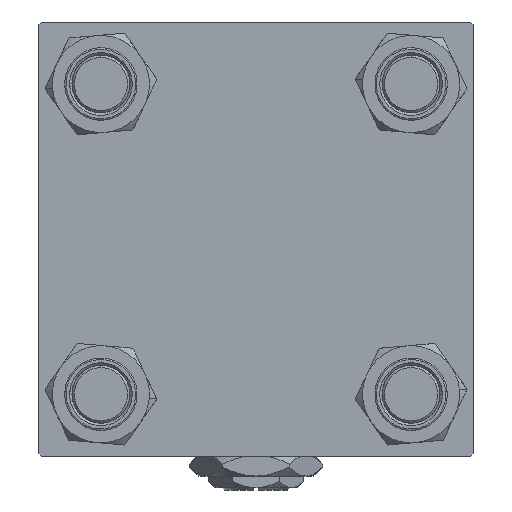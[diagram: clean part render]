
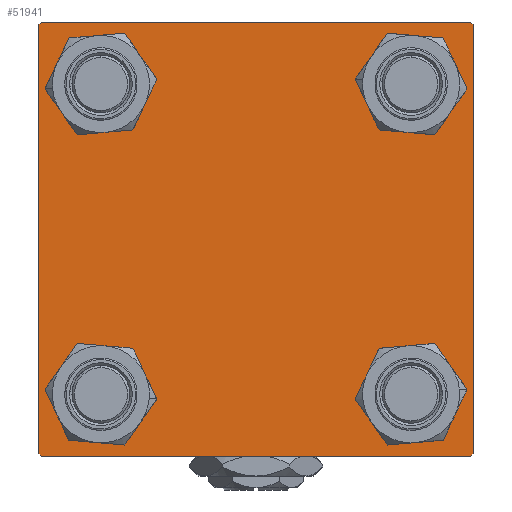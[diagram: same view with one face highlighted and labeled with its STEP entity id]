
A CAD part, left-side view. The second image highlights one B-rep face of the part: STEP entity #51941.
In plain terms, the highlighted planar face has unit normal (-1, 0, 0).
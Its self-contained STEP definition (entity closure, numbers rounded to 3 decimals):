
#218 = VERTEX_POINT ( 'NONE', #10688 ) ;
#291 = ORIENTED_EDGE ( 'NONE', *, *, #23946, .F. ) ;
#2325 = CIRCLE ( 'NONE', #11787, 6.5 ) ;
#2394 = CARTESIAN_POINT ( 'NONE',  ( 0., 44.75, -44.75 ) ) ;
#2639 = CARTESIAN_POINT ( 'NONE',  ( 0., 44.5, 45. ) ) ;
#3020 = VERTEX_POINT ( 'NONE', #57775 ) ;
#3062 = EDGE_CURVE ( 'NONE', #42978, #37821, #53344, .T. ) ;
#3126 = CARTESIAN_POINT ( 'NONE',  ( 0., 45., 45. ) ) ;
#3342 = ORIENTED_EDGE ( 'NONE', *, *, #25472, .F. ) ;
#3382 = CARTESIAN_POINT ( 'NONE',  ( 0., 32.15, -32.15 ) ) ;
#3596 = EDGE_CURVE ( 'NONE', #57050, #49136, #7654, .T. ) ;
#4581 = DIRECTION ( 'NONE',  ( 0., 0., 1. ) ) ;
#5183 = CARTESIAN_POINT ( 'NONE',  ( 0., 32.15, -25.65 ) ) ;
#5220 = VECTOR ( 'NONE', #39787, 1000. ) ;
#5495 = DIRECTION ( 'NONE',  ( 0., -1., 0. ) ) ;
#5954 = VERTEX_POINT ( 'NONE', #20630 ) ;
#6017 = EDGE_LOOP ( 'NONE', ( #45071, #37575, #27407, #20212, #3342, #29668, #291, #27870 ) ) ;
#6514 = AXIS2_PLACEMENT_3D ( 'NONE', #30451, #53176, #25417 ) ;
#6641 = CARTESIAN_POINT ( 'NONE',  ( 0., 45., 45. ) ) ;
#6696 = CARTESIAN_POINT ( 'NONE',  ( 0., 44.5, -45. ) ) ;
#6900 = CARTESIAN_POINT ( 'NONE',  ( 0., 0., 0. ) ) ;
#7333 = ORIENTED_EDGE ( 'NONE', *, *, #45748, .T. ) ;
#7654 = CIRCLE ( 'NONE', #56713, 6.5 ) ;
#7745 = VECTOR ( 'NONE', #54085, 1000. ) ;
#7809 = EDGE_CURVE ( 'NONE', #49136, #57050, #34192, .T. ) ;
#8611 = DIRECTION ( 'NONE',  ( 0., 0., 1. ) ) ;
#8881 = CARTESIAN_POINT ( 'NONE',  ( 0., 44.75, 44.75 ) ) ;
#10688 = CARTESIAN_POINT ( 'NONE',  ( 0., -32.15, -25.65 ) ) ;
#10770 = FACE_BOUND ( 'NONE', #45503, .T. ) ;
#10992 = CARTESIAN_POINT ( 'NONE',  ( 0., -32.15, -32.15 ) ) ;
#11087 = LINE ( 'NONE', #6641, #31759 ) ;
#11316 = VECTOR ( 'NONE', #39183, 1000. ) ;
#11764 = DIRECTION ( 'NONE',  ( 1., 0., 0. ) ) ;
#11787 = AXIS2_PLACEMENT_3D ( 'NONE', #45070, #27351, #4581 ) ;
#12551 = DIRECTION ( 'NONE',  ( 0., 0., 1. ) ) ;
#12564 = EDGE_LOOP ( 'NONE', ( #52307, #38076 ) ) ;
#12867 = VERTEX_POINT ( 'NONE', #22326 ) ;
#13042 = DIRECTION ( 'NONE',  ( 1., 0., 0. ) ) ;
#13458 = VECTOR ( 'NONE', #44145, 1000. ) ;
#13785 = LINE ( 'NONE', #21785, #5220 ) ;
#13913 = EDGE_CURVE ( 'NONE', #42145, #42978, #33735, .T. ) ;
#15430 = CARTESIAN_POINT ( 'NONE',  ( 0., 32.15, -32.15 ) ) ;
#15976 = EDGE_CURVE ( 'NONE', #3020, #16742, #13785, .T. ) ;
#16541 = CIRCLE ( 'NONE', #19374, 6.5 ) ;
#16742 = VERTEX_POINT ( 'NONE', #54027 ) ;
#17003 = DIRECTION ( 'NONE',  ( 1., 0., 0. ) ) ;
#17964 = LINE ( 'NONE', #27123, #22362 ) ;
#19374 = AXIS2_PLACEMENT_3D ( 'NONE', #3382, #17003, #12551 ) ;
#19489 = VERTEX_POINT ( 'NONE', #52825 ) ;
#19810 = EDGE_CURVE ( 'NONE', #33995, #47925, #2325, .T. ) ;
#19936 = DIRECTION ( 'NONE',  ( 0., 0., 1. ) ) ;
#20212 = ORIENTED_EDGE ( 'NONE', *, *, #31817, .T. ) ;
#20630 = CARTESIAN_POINT ( 'NONE',  ( 0., 32.15, -38.65 ) ) ;
#21785 = CARTESIAN_POINT ( 'NONE',  ( 0., -44.75, 44.75 ) ) ;
#22082 = AXIS2_PLACEMENT_3D ( 'NONE', #57155, #34402, #48289 ) ;
#22326 = CARTESIAN_POINT ( 'NONE',  ( 0., -45., -44.5 ) ) ;
#22362 = VECTOR ( 'NONE', #54869, 1000. ) ;
#23039 = CARTESIAN_POINT ( 'NONE',  ( 0., -32.15, 25.65 ) ) ;
#23495 = CARTESIAN_POINT ( 'NONE',  ( 0., 32.15, 25.65 ) ) ;
#23946 = EDGE_CURVE ( 'NONE', #36176, #16742, #11087, .T. ) ;
#24332 = AXIS2_PLACEMENT_3D ( 'NONE', #6900, #29383, #19936 ) ;
#25169 = DIRECTION ( 'NONE',  ( 0., 0., 1. ) ) ;
#25417 = DIRECTION ( 'NONE',  ( 0., 0., 1. ) ) ;
#25472 = EDGE_CURVE ( 'NONE', #3020, #12867, #17964, .T. ) ;
#27016 = CARTESIAN_POINT ( 'NONE',  ( 0., -44.75, -44.75 ) ) ;
#27093 = CIRCLE ( 'NONE', #34622, 6.5 ) ;
#27123 = CARTESIAN_POINT ( 'NONE',  ( 0., -45., 45. ) ) ;
#27218 = LINE ( 'NONE', #8881, #7745 ) ;
#27351 = DIRECTION ( 'NONE',  ( 1., 0., 0. ) ) ;
#27407 = ORIENTED_EDGE ( 'NONE', *, *, #3062, .T. ) ;
#27870 = ORIENTED_EDGE ( 'NONE', *, *, #30371, .T. ) ;
#28643 = VERTEX_POINT ( 'NONE', #5183 ) ;
#28699 = CARTESIAN_POINT ( 'NONE',  ( 0., -32.15, 38.65 ) ) ;
#29383 = DIRECTION ( 'NONE',  ( -1., 0., 0. ) ) ;
#29668 = ORIENTED_EDGE ( 'NONE', *, *, #15976, .T. ) ;
#29767 = ORIENTED_EDGE ( 'NONE', *, *, #3596, .T. ) ;
#30371 = EDGE_CURVE ( 'NONE', #36176, #19489, #27218, .T. ) ;
#30451 = CARTESIAN_POINT ( 'NONE',  ( 0., -32.15, -32.15 ) ) ;
#30951 = ORIENTED_EDGE ( 'NONE', *, *, #7809, .T. ) ;
#31759 = VECTOR ( 'NONE', #5495, 1000. ) ;
#31817 = EDGE_CURVE ( 'NONE', #37821, #12867, #36165, .T. ) ;
#32098 = FACE_BOUND ( 'NONE', #48443, .T. ) ;
#32941 = CIRCLE ( 'NONE', #6514, 6.5 ) ;
#33236 = FACE_BOUND ( 'NONE', #12564, .T. ) ;
#33735 = LINE ( 'NONE', #2394, #49512 ) ;
#33902 = CIRCLE ( 'NONE', #41469, 6.5 ) ;
#33995 = VERTEX_POINT ( 'NONE', #28699 ) ;
#34192 = CIRCLE ( 'NONE', #37975, 6.5 ) ;
#34382 = FACE_OUTER_BOUND ( 'NONE', #6017, .T. ) ;
#34402 = DIRECTION ( 'NONE',  ( 1., 0., 0. ) ) ;
#34591 = CARTESIAN_POINT ( 'NONE',  ( 0., 32.15, 38.65 ) ) ;
#34622 = AXIS2_PLACEMENT_3D ( 'NONE', #15430, #51465, #37596 ) ;
#35590 = EDGE_CURVE ( 'NONE', #47925, #33995, #52254, .T. ) ;
#35621 = CARTESIAN_POINT ( 'NONE',  ( 0., 45., -44.5 ) ) ;
#36165 = LINE ( 'NONE', #27016, #13458 ) ;
#36176 = VERTEX_POINT ( 'NONE', #2639 ) ;
#37565 = ORIENTED_EDGE ( 'NONE', *, *, #39275, .T. ) ;
#37575 = ORIENTED_EDGE ( 'NONE', *, *, #13913, .T. ) ;
#37596 = DIRECTION ( 'NONE',  ( 0., 0., 1. ) ) ;
#37821 = VERTEX_POINT ( 'NONE', #51696 ) ;
#37975 = AXIS2_PLACEMENT_3D ( 'NONE', #38357, #11764, #52537 ) ;
#38076 = ORIENTED_EDGE ( 'NONE', *, *, #35590, .T. ) ;
#38357 = CARTESIAN_POINT ( 'NONE',  ( 0., 32.15, 32.15 ) ) ;
#39183 = DIRECTION ( 'NONE',  ( 0., 0., -1. ) ) ;
#39275 = EDGE_CURVE ( 'NONE', #28643, #5954, #16541, .T. ) ;
#39787 = DIRECTION ( 'NONE',  ( 0., 0.707, 0.707 ) ) ;
#41469 = AXIS2_PLACEMENT_3D ( 'NONE', #10992, #42893, #25169 ) ;
#42145 = VERTEX_POINT ( 'NONE', #35621 ) ;
#42667 = PLANE ( 'NONE',  #24332 ) ;
#42893 = DIRECTION ( 'NONE',  ( 1., 0., 0. ) ) ;
#42978 = VERTEX_POINT ( 'NONE', #6696 ) ;
#43476 = CARTESIAN_POINT ( 'NONE',  ( 0., 32.15, 32.15 ) ) ;
#43895 = CARTESIAN_POINT ( 'NONE',  ( 0., 45., -45. ) ) ;
#44145 = DIRECTION ( 'NONE',  ( 0., -0.707, 0.707 ) ) ;
#44850 = CARTESIAN_POINT ( 'NONE',  ( 0., -32.15, -38.65 ) ) ;
#45070 = CARTESIAN_POINT ( 'NONE',  ( 0., -32.15, 32.15 ) ) ;
#45071 = ORIENTED_EDGE ( 'NONE', *, *, #58411, .T. ) ;
#45503 = EDGE_LOOP ( 'NONE', ( #37565, #7333 ) ) ;
#45748 = EDGE_CURVE ( 'NONE', #5954, #28643, #27093, .T. ) ;
#45913 = ORIENTED_EDGE ( 'NONE', *, *, #55765, .T. ) ;
#47569 = EDGE_LOOP ( 'NONE', ( #53274, #45913 ) ) ;
#47925 = VERTEX_POINT ( 'NONE', #23039 ) ;
#48148 = VECTOR ( 'NONE', #48620, 1000. ) ;
#48289 = DIRECTION ( 'NONE',  ( 0., 0., 1. ) ) ;
#48443 = EDGE_LOOP ( 'NONE', ( #29767, #30951 ) ) ;
#48620 = DIRECTION ( 'NONE',  ( 0., -1., 0. ) ) ;
#48925 = LINE ( 'NONE', #3126, #11316 ) ;
#49136 = VERTEX_POINT ( 'NONE', #23495 ) ;
#49512 = VECTOR ( 'NONE', #51741, 1000. ) ;
#51253 = FACE_BOUND ( 'NONE', #47569, .T. ) ;
#51465 = DIRECTION ( 'NONE',  ( 1., 0., 0. ) ) ;
#51696 = CARTESIAN_POINT ( 'NONE',  ( 0., -44.5, -45. ) ) ;
#51741 = DIRECTION ( 'NONE',  ( 0., -0.707, -0.707 ) ) ;
#51941 = ADVANCED_FACE ( 'NONE', ( #33236, #51253, #10770, #32098, #34382 ), #42667, .T. ) ;
#52254 = CIRCLE ( 'NONE', #22082, 6.5 ) ;
#52307 = ORIENTED_EDGE ( 'NONE', *, *, #19810, .T. ) ;
#52537 = DIRECTION ( 'NONE',  ( 0., 0., 1. ) ) ;
#52825 = CARTESIAN_POINT ( 'NONE',  ( 0., 45., 44.5 ) ) ;
#53176 = DIRECTION ( 'NONE',  ( 1., 0., 0. ) ) ;
#53274 = ORIENTED_EDGE ( 'NONE', *, *, #56220, .T. ) ;
#53344 = LINE ( 'NONE', #43895, #48148 ) ;
#54021 = VERTEX_POINT ( 'NONE', #44850 ) ;
#54027 = CARTESIAN_POINT ( 'NONE',  ( 0., -44.5, 45. ) ) ;
#54085 = DIRECTION ( 'NONE',  ( 0., 0.707, -0.707 ) ) ;
#54869 = DIRECTION ( 'NONE',  ( 0., 0., -1. ) ) ;
#55765 = EDGE_CURVE ( 'NONE', #54021, #218, #33902, .T. ) ;
#56220 = EDGE_CURVE ( 'NONE', #218, #54021, #32941, .T. ) ;
#56713 = AXIS2_PLACEMENT_3D ( 'NONE', #43476, #13042, #8611 ) ;
#57050 = VERTEX_POINT ( 'NONE', #34591 ) ;
#57155 = CARTESIAN_POINT ( 'NONE',  ( 0., -32.15, 32.15 ) ) ;
#57775 = CARTESIAN_POINT ( 'NONE',  ( 0., -45., 44.5 ) ) ;
#58411 = EDGE_CURVE ( 'NONE', #19489, #42145, #48925, .T. ) ;
